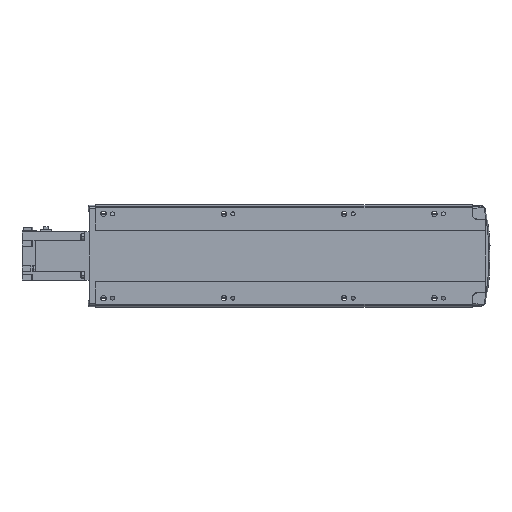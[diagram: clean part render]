
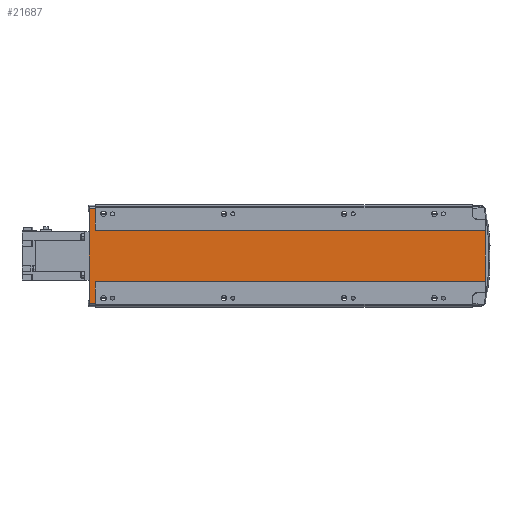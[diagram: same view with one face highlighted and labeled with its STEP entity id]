
A CAD part, front view. The second image highlights one B-rep face of the part: STEP entity #21687.
In plain terms, the highlighted planar face has unit normal (0, -1, 0).
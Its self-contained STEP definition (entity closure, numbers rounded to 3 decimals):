
#379 = DIRECTION ( 'NONE',  ( -1., 0., 0. ) ) ;
#1247 = VECTOR ( 'NONE', #379, 1000. ) ;
#1318 = EDGE_CURVE ( 'NONE', #25964, #36748, #32066, .T. ) ;
#1498 = ORIENTED_EDGE ( 'NONE', *, *, #29040, .T. ) ;
#1653 = VERTEX_POINT ( 'NONE', #20454 ) ;
#3147 = DIRECTION ( 'NONE',  ( 0., 0., -1. ) ) ;
#4856 = LINE ( 'NONE', #22570, #16418 ) ;
#5009 = CARTESIAN_POINT ( 'NONE',  ( 10., 1., 78.644 ) ) ;
#5048 = DIRECTION ( 'NONE',  ( 1., 0., 0. ) ) ;
#5078 = EDGE_LOOP ( 'NONE', ( #23493, #22122, #10225, #19119, #19368, #1498, #33929, #34843 ) ) ;
#5287 = VECTOR ( 'NONE', #36222, 1000. ) ;
#5464 = LINE ( 'NONE', #34134, #32607 ) ;
#7531 = LINE ( 'NONE', #7714, #5287 ) ;
#7714 = CARTESIAN_POINT ( 'NONE',  ( 658.5, 1., -41.793 ) ) ;
#8905 = LINE ( 'NONE', #28742, #18279 ) ;
#8981 = LINE ( 'NONE', #12560, #28530 ) ;
#9400 = CARTESIAN_POINT ( 'NONE',  ( 658.5, 1., 41.793 ) ) ;
#9608 = CARTESIAN_POINT ( 'NONE',  ( 10., 1., 78.644 ) ) ;
#9971 = EDGE_CURVE ( 'NONE', #30320, #27244, #30195, .T. ) ;
#10225 = ORIENTED_EDGE ( 'NONE', *, *, #25054, .F. ) ;
#10344 = CARTESIAN_POINT ( 'NONE',  ( 10., 1., 41.793 ) ) ;
#10870 = PLANE ( 'NONE',  #11524 ) ;
#10911 = DIRECTION ( 'NONE',  ( 0., 0., -1. ) ) ;
#11239 = CARTESIAN_POINT ( 'NONE',  ( 658.5, 1., 41.793 ) ) ;
#11247 = DIRECTION ( 'NONE',  ( 0., 1., 0. ) ) ;
#11524 = AXIS2_PLACEMENT_3D ( 'NONE', #28067, #11247, #5048 ) ;
#12560 = CARTESIAN_POINT ( 'NONE',  ( 10., 1., 78.644 ) ) ;
#13228 = CARTESIAN_POINT ( 'NONE',  ( 0., 1., 78.644 ) ) ;
#13257 = EDGE_CURVE ( 'NONE', #30320, #14700, #8905, .T. ) ;
#13730 = VECTOR ( 'NONE', #29823, 1000. ) ;
#14644 = LINE ( 'NONE', #11239, #15252 ) ;
#14700 = VERTEX_POINT ( 'NONE', #13228 ) ;
#15252 = VECTOR ( 'NONE', #31450, 1000. ) ;
#16418 = VECTOR ( 'NONE', #34080, 1000. ) ;
#17916 = EDGE_CURVE ( 'NONE', #30267, #1653, #7531, .T. ) ;
#18279 = VECTOR ( 'NONE', #22500, 1000. ) ;
#19119 = ORIENTED_EDGE ( 'NONE', *, *, #17916, .F. ) ;
#19368 = ORIENTED_EDGE ( 'NONE', *, *, #28860, .F. ) ;
#20454 = CARTESIAN_POINT ( 'NONE',  ( 10., 1., -41.793 ) ) ;
#21217 = EDGE_CURVE ( 'NONE', #14700, #36748, #5464, .T. ) ;
#21476 = CARTESIAN_POINT ( 'NONE',  ( 10., 1., -78.644 ) ) ;
#21687 = ADVANCED_FACE ( 'NONE', ( #34090 ), #10870, .F. ) ;
#22122 = ORIENTED_EDGE ( 'NONE', *, *, #1318, .F. ) ;
#22500 = DIRECTION ( 'NONE',  ( -1., 0., 0. ) ) ;
#22570 = CARTESIAN_POINT ( 'NONE',  ( 658.5, 1., 41.793 ) ) ;
#23493 = ORIENTED_EDGE ( 'NONE', *, *, #21217, .T. ) ;
#24711 = VERTEX_POINT ( 'NONE', #9400 ) ;
#25054 = EDGE_CURVE ( 'NONE', #1653, #25964, #8981, .T. ) ;
#25964 = VERTEX_POINT ( 'NONE', #21476 ) ;
#26915 = CARTESIAN_POINT ( 'NONE',  ( 10., 1., -78.644 ) ) ;
#27244 = VERTEX_POINT ( 'NONE', #10344 ) ;
#28067 = CARTESIAN_POINT ( 'NONE',  ( 10., 1., 78.644 ) ) ;
#28397 = CARTESIAN_POINT ( 'NONE',  ( 658.5, 1., -41.793 ) ) ;
#28530 = VECTOR ( 'NONE', #3147, 1000. ) ;
#28742 = CARTESIAN_POINT ( 'NONE',  ( 10., 1., 78.644 ) ) ;
#28805 = CARTESIAN_POINT ( 'NONE',  ( 0., 1., -78.644 ) ) ;
#28860 = EDGE_CURVE ( 'NONE', #24711, #30267, #4856, .T. ) ;
#29040 = EDGE_CURVE ( 'NONE', #24711, #27244, #14644, .T. ) ;
#29823 = DIRECTION ( 'NONE',  ( 0., 0., -1. ) ) ;
#30195 = LINE ( 'NONE', #9608, #13730 ) ;
#30267 = VERTEX_POINT ( 'NONE', #28397 ) ;
#30320 = VERTEX_POINT ( 'NONE', #5009 ) ;
#31450 = DIRECTION ( 'NONE',  ( -1., 0., 0. ) ) ;
#32066 = LINE ( 'NONE', #26915, #1247 ) ;
#32607 = VECTOR ( 'NONE', #10911, 1000. ) ;
#33929 = ORIENTED_EDGE ( 'NONE', *, *, #9971, .F. ) ;
#34080 = DIRECTION ( 'NONE',  ( 0., 0., -1. ) ) ;
#34090 = FACE_OUTER_BOUND ( 'NONE', #5078, .T. ) ;
#34134 = CARTESIAN_POINT ( 'NONE',  ( 0., 1., 78.644 ) ) ;
#34843 = ORIENTED_EDGE ( 'NONE', *, *, #13257, .T. ) ;
#36222 = DIRECTION ( 'NONE',  ( -1., 0., 0. ) ) ;
#36748 = VERTEX_POINT ( 'NONE', #28805 ) ;
